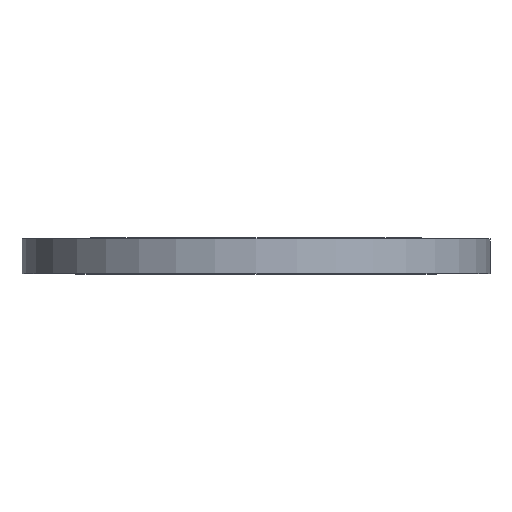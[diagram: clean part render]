
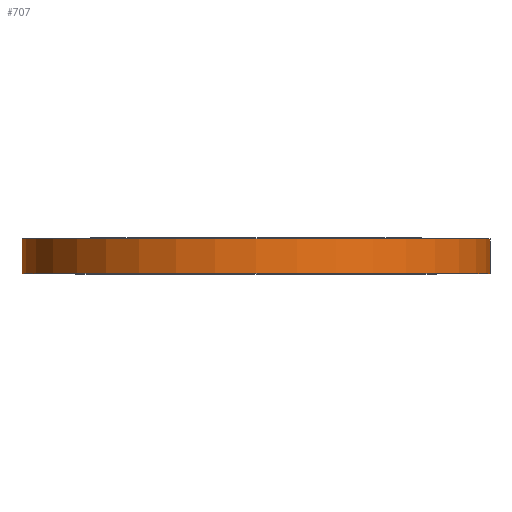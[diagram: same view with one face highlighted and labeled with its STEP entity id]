
A CAD part, top view. The second image highlights one B-rep face of the part: STEP entity #707.
In plain terms, the highlighted cylindrical face has radius 492.125 mm (diameter 984.25 mm), a full revolution.
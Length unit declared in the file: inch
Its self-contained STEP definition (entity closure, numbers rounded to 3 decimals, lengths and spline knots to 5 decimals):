
#105=FACE_OUTER_BOUND('',#166,.T.);
#166=EDGE_LOOP('',(#610,#611,#612,#613));
#227=LINE('',#1219,#257);
#257=VECTOR('',#1032,19.375);
#315=CIRCLE('',#818,19.375);
#316=CIRCLE('',#820,19.375);
#375=VERTEX_POINT('',#1214);
#376=VERTEX_POINT('',#1217);
#463=EDGE_CURVE('',#375,#375,#315,.T.);
#464=EDGE_CURVE('',#376,#376,#316,.T.);
#465=EDGE_CURVE('',#376,#375,#227,.T.);
#610=ORIENTED_EDGE('',*,*,#464,.F.);
#611=ORIENTED_EDGE('',*,*,#465,.T.);
#612=ORIENTED_EDGE('',*,*,#463,.T.);
#613=ORIENTED_EDGE('',*,*,#465,.F.);
#677=CYLINDRICAL_SURFACE('',#819,19.375);
#707=ADVANCED_FACE('',(#105),#677,.T.);
#818=AXIS2_PLACEMENT_3D('',#1215,#1026,#1027);
#819=AXIS2_PLACEMENT_3D('',#1216,#1028,#1029);
#820=AXIS2_PLACEMENT_3D('',#1218,#1030,#1031);
#1026=DIRECTION('center_axis',(0.,1.,0.));
#1027=DIRECTION('ref_axis',(1.,0.,0.));
#1028=DIRECTION('center_axis',(0.,1.,0.));
#1029=DIRECTION('ref_axis',(-1.,0.,0.));
#1030=DIRECTION('center_axis',(0.,1.,0.));
#1031=DIRECTION('ref_axis',(1.,0.,0.));
#1032=DIRECTION('',(0.,-1.,0.));
#1214=CARTESIAN_POINT('',(19.375,0.,0.));
#1215=CARTESIAN_POINT('Origin',(0.,0.,0.));
#1216=CARTESIAN_POINT('Origin',(0.,1.44,0.));
#1217=CARTESIAN_POINT('',(19.375,2.88,0.));
#1218=CARTESIAN_POINT('Origin',(0.,2.88,0.));
#1219=CARTESIAN_POINT('',(19.375,1.44,0.));
